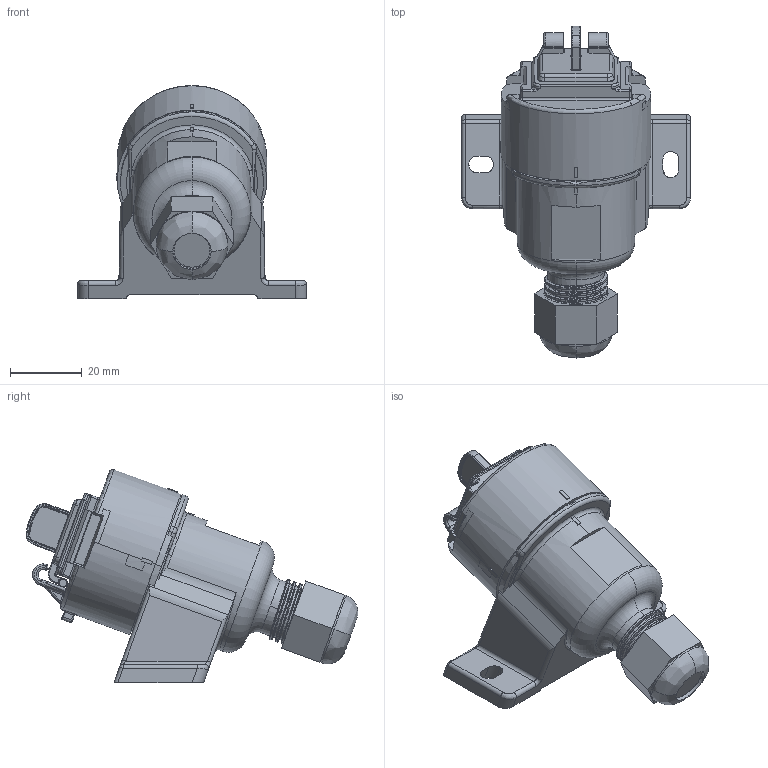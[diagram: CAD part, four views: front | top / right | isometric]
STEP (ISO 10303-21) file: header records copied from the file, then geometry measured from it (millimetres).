
FILE_DESCRIPTION(('CATIA V5 STEP Exchange','CAx-IF Rec.Pracs.--- Model Styling and Organization---1.4--- 2014-01-23'),'2;1');
FILE_NAME ('032607-3_0_8808370000_8808370000.stp','2022-03-01T10:30:13+00:00',('none'),('Weidmueller'),'CATIA Version 5-6 Release 2016 SP3 HF44','CATIA V5 STEP AP214','none');
FILE_SCHEMA(('AUTOMOTIVE_DESIGN { 1 0 10303 214 1 1 1 1 }'));
Length unit declared in the file: millimetre
Products named in the file (1): 8808370000
Bounding box: 64 x 92.75 x 59.55 mm (x, y, z)
Volume: 73629.7 mm3; surface area: 18428.7 mm2
Topology: 1 solids, 4 shells, 720 faces, 1734 edges, 1030 vertices
Faces by surface type: cylinder 266, plane 187, torus 100, bspline 99, sphere 53, cone 11, extrusion 4
Entity records: 32918 total; most frequent: CARTESIAN_POINT 17894, ORIENTED_EDGE 3464, DIRECTION 2463, EDGE_CURVE 1732, AXIS2_PLACEMENT_3D 1139, VERTEX_POINT 1030, EDGE_LOOP 736, ADVANCED_FACE 720
